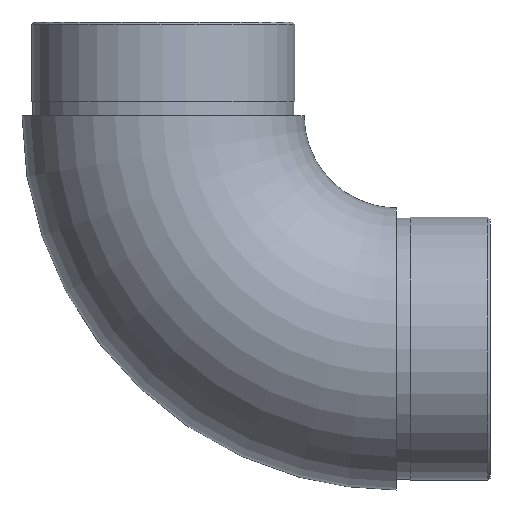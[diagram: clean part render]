
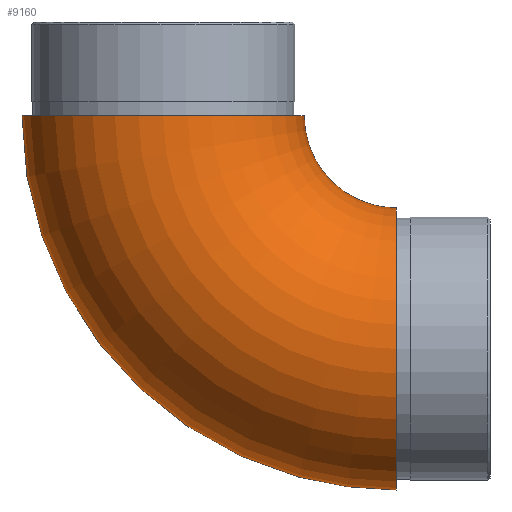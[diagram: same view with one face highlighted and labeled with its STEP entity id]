
A CAD part, left-side view. The second image highlights one B-rep face of the part: STEP entity #9160.
In plain terms, the highlighted toroidal (fillet/blend) face has major radius 49.85 mm and minor radius 30.15 mm.
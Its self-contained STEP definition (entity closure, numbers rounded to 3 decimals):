
#77 = CARTESIAN_POINT ( 'NONE',  ( 0., 0., 30.15 ) ) ;
#845 = FACE_OUTER_BOUND ( 'NONE', #5230, .T. ) ;
#1142 = FACE_OUTER_BOUND ( 'NONE', #7103, .T. ) ;
#2098 = DIRECTION ( 'NONE',  ( 0., 0., 1. ) ) ;
#2489 = EDGE_CURVE ( 'NONE', #4837, #4837, #2985, .T. ) ;
#2698 = AXIS2_PLACEMENT_3D ( 'NONE', #4803, #8621, #3146 ) ;
#2985 = CIRCLE ( 'NONE', #11077, 30.15 ) ;
#3146 = DIRECTION ( 'NONE',  ( 0., 0., 1. ) ) ;
#4803 = CARTESIAN_POINT ( 'NONE',  ( 0., 0., 80. ) ) ;
#4837 = VERTEX_POINT ( 'NONE', #6582 ) ;
#4869 = DIRECTION ( 'NONE',  ( 0., 0., 1. ) ) ;
#5230 = EDGE_LOOP ( 'NONE', ( #7110 ) ) ;
#5240 = EDGE_CURVE ( 'NONE', #6315, #6315, #8417, .T. ) ;
#5627 = AXIS2_PLACEMENT_3D ( 'NONE', #11575, #2098, #5915 ) ;
#5915 = DIRECTION ( 'NONE',  ( 0., -1., 0. ) ) ;
#6315 = VERTEX_POINT ( 'NONE', #12166 ) ;
#6582 = CARTESIAN_POINT ( 'NONE',  ( 0., 0., 60.3 ) ) ;
#7103 = EDGE_LOOP ( 'NONE', ( #8338 ) ) ;
#7110 = ORIENTED_EDGE ( 'NONE', *, *, #2489, .T. ) ;
#7383 = TOROIDAL_SURFACE ( 'NONE', #2698, 49.85, 30.15 ) ;
#8338 = ORIENTED_EDGE ( 'NONE', *, *, #5240, .F. ) ;
#8417 = CIRCLE ( 'NONE', #5627, 30.15 ) ;
#8621 = DIRECTION ( 'NONE',  ( -1., 0., 0. ) ) ;
#9160 = ADVANCED_FACE ( 'NONE', ( #1142, #845 ), #7383, .T. ) ;
#10530 = DIRECTION ( 'NONE',  ( 0., 1., 0. ) ) ;
#11077 = AXIS2_PLACEMENT_3D ( 'NONE', #77, #10530, #4869 ) ;
#11575 = CARTESIAN_POINT ( 'NONE',  ( 0., 49.85, 80. ) ) ;
#12166 = CARTESIAN_POINT ( 'NONE',  ( 0., 19.7, 80. ) ) ;
